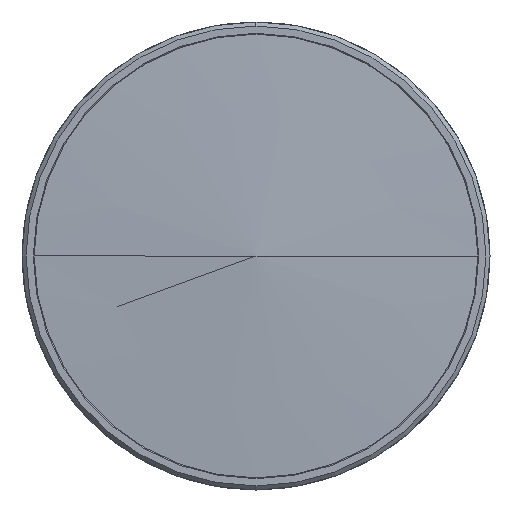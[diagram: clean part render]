
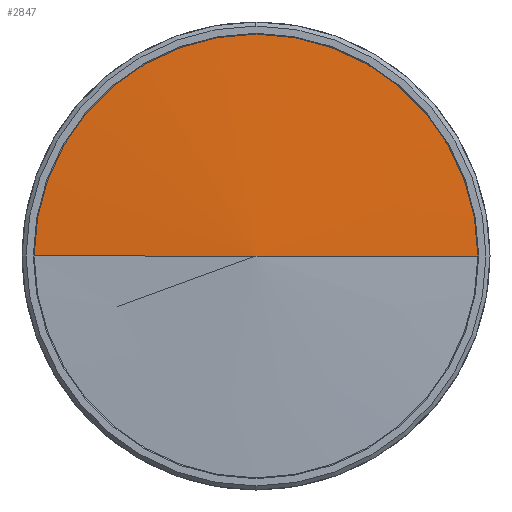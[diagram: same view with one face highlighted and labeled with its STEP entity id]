
A CAD part, left-side view. The second image highlights one B-rep face of the part: STEP entity #2847.
In plain terms, the highlighted conical face has half-angle 87.048 degrees and reference radius 19393.1 mm.
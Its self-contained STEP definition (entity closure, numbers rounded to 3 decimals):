
#249 = EDGE_CURVE ( 'NONE', #4831, #3755, #4045, .T. ) ;
#447 = ORIENTED_EDGE ( 'NONE', *, *, #1439, .T. ) ;
#557 = FACE_OUTER_BOUND ( 'NONE', #5310, .T. ) ;
#796 = DIRECTION ( 'NONE',  ( 0.051, -0.999, 0. ) ) ;
#833 = LINE ( 'NONE', #4771, #5933 ) ;
#1439 = EDGE_CURVE ( 'NONE', #2595, #3755, #833, .T. ) ;
#1594 = CARTESIAN_POINT ( 'NONE',  ( 6.99, -135.55, 0. ) ) ;
#1725 = DIRECTION ( 'NONE',  ( 0., 0., -1. ) ) ;
#2595 = VERTEX_POINT ( 'NONE', #5701 ) ;
#2669 = AXIS2_PLACEMENT_3D ( 'NONE', #5026, #5048, #3569 ) ;
#2723 = CARTESIAN_POINT ( 'NONE',  ( 0., 0., 0. ) ) ;
#2847 = ADVANCED_FACE ( 'NONE', ( #557 ), #3413, .T. ) ;
#3413 = CONICAL_SURFACE ( 'NONE', #2669, 19393.089, 1.519 ) ;
#3569 = DIRECTION ( 'NONE',  ( 0., 1., 0. ) ) ;
#3755 = VERTEX_POINT ( 'NONE', #1594 ) ;
#3989 = ORIENTED_EDGE ( 'NONE', *, *, #6093, .F. ) ;
#4045 = CIRCLE ( 'NONE', #5323, 135.55 ) ;
#4137 = CARTESIAN_POINT ( 'NONE',  ( 6.99, 135.55, 0. ) ) ;
#4450 = LINE ( 'NONE', #2723, #4602 ) ;
#4602 = VECTOR ( 'NONE', #5702, 1000. ) ;
#4771 = CARTESIAN_POINT ( 'NONE',  ( 0., 0., 0. ) ) ;
#4831 = VERTEX_POINT ( 'NONE', #4137 ) ;
#5026 = CARTESIAN_POINT ( 'NONE',  ( 1000., 0., 0. ) ) ;
#5048 = DIRECTION ( 'NONE',  ( 1., 0., 0. ) ) ;
#5076 = ORIENTED_EDGE ( 'NONE', *, *, #249, .F. ) ;
#5310 = EDGE_LOOP ( 'NONE', ( #3989, #447, #5076 ) ) ;
#5323 = AXIS2_PLACEMENT_3D ( 'NONE', #5675, #5633, #1725 ) ;
#5633 = DIRECTION ( 'NONE',  ( 1., 0., 0. ) ) ;
#5675 = CARTESIAN_POINT ( 'NONE',  ( 6.99, 0., 0. ) ) ;
#5701 = CARTESIAN_POINT ( 'NONE',  ( 0., 0., 0. ) ) ;
#5702 = DIRECTION ( 'NONE',  ( 0.051, 0.999, 0. ) ) ;
#5933 = VECTOR ( 'NONE', #796, 1000. ) ;
#6093 = EDGE_CURVE ( 'NONE', #2595, #4831, #4450, .T. ) ;
